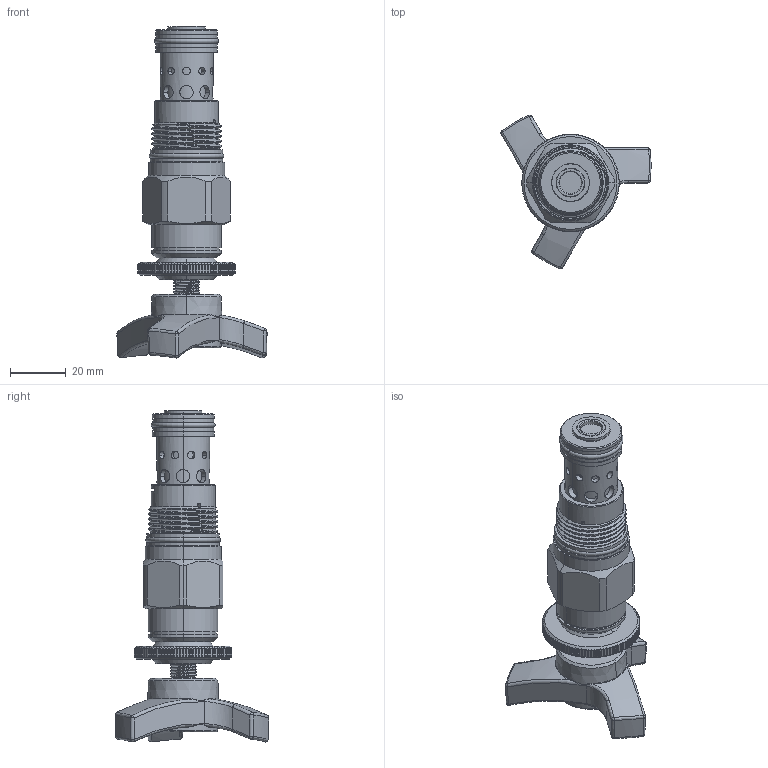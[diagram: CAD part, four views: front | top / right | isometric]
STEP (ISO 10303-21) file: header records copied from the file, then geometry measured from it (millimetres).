
FILE_DESCRIPTION (( 'STEP AP203' ), '1' );
FILE_NAME ('RC3A2G-T.STEP', '2020-04-15T02:46:51', ( '' ), ( '' ), 'SwSTEP 2.0', 'SolidWorks 2018', '' );
FILE_SCHEMA (( 'CONFIG_CONTROL_DESIGN' ));
Length unit declared in the file: millimetre
Products named in the file (1): RC3A2G-T
Bounding box: 54.02 x 55.33 x 119.4 mm (x, y, z)
Volume: 61148.6 mm3; surface area: 17597.9 mm2
Topology: 2 solids, 2 shells, 778 faces, 2031 edges, 1300 vertices
Faces by surface type: plane 323, cylinder 275, bspline 75, cone 47, sphere 36, torus 22
Entity records: 30477 total; most frequent: CARTESIAN_POINT 12703, ORIENTED_EDGE 4028, DIRECTION 3266, EDGE_CURVE 2014, VERTEX_POINT 1294, AXIS2_PLACEMENT_3D 1269, EDGE_LOOP 834, ADVANCED_FACE 778
